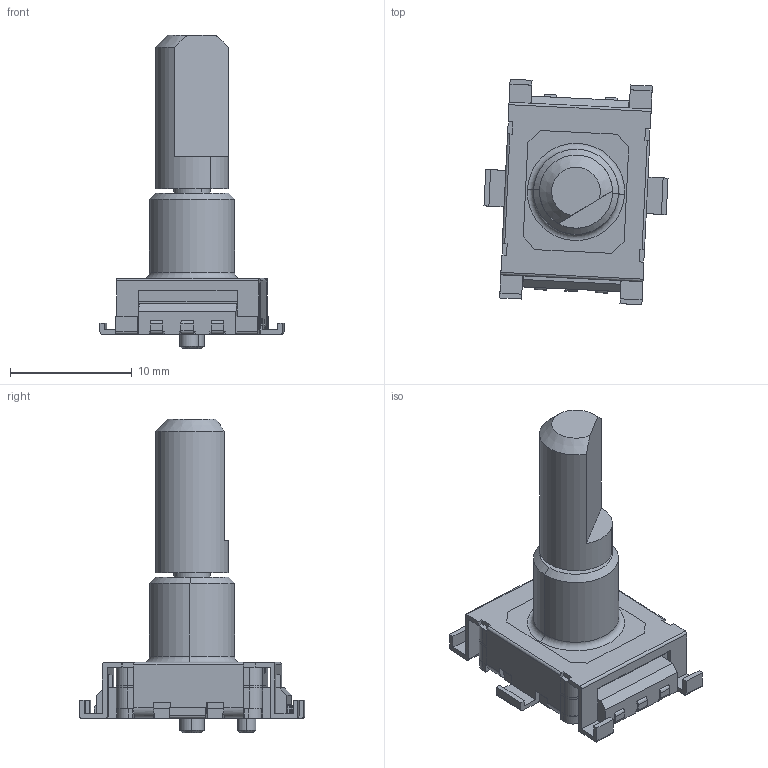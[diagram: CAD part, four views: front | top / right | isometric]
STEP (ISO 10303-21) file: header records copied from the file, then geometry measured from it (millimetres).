
FILE_DESCRIPTION((''),'2;1');
FILE_NAME('PEC11S-9220','2015-11-23T',('RICKB'),('Bourns, Inc.'),'PRO/ENGINEER BY PARAMETRIC TECHNOLOGY CORPORATION, 2012230','PRO/ENGINEER BY PARAMETRIC TECHNOLOGY CORPORATION, 2012230','');
FILE_SCHEMA(('CONFIG_CONTROL_DESIGN'));
Length unit declared in the file: millimetre
Products named in the file (1): PEC11S-9220
Bounding box: 15.13 x 18.54 x 25.8 mm (x, y, z)
Volume: 1218.1 mm3; surface area: 1679.2 mm2
Topology: 1 solids, 9 shells, 477 faces, 1283 edges, 837 vertices
Faces by surface type: plane 351, cylinder 113, cone 11, torus 2
Entity records: 14865 total; most frequent: CARTESIAN_POINT 2701, ORIENTED_EDGE 2566, DIRECTION 2448, EDGE_CURVE 1283, VECTOR 998, LINE 998, VERTEX_POINT 837, AXIS2_PLACEMENT_3D 725
